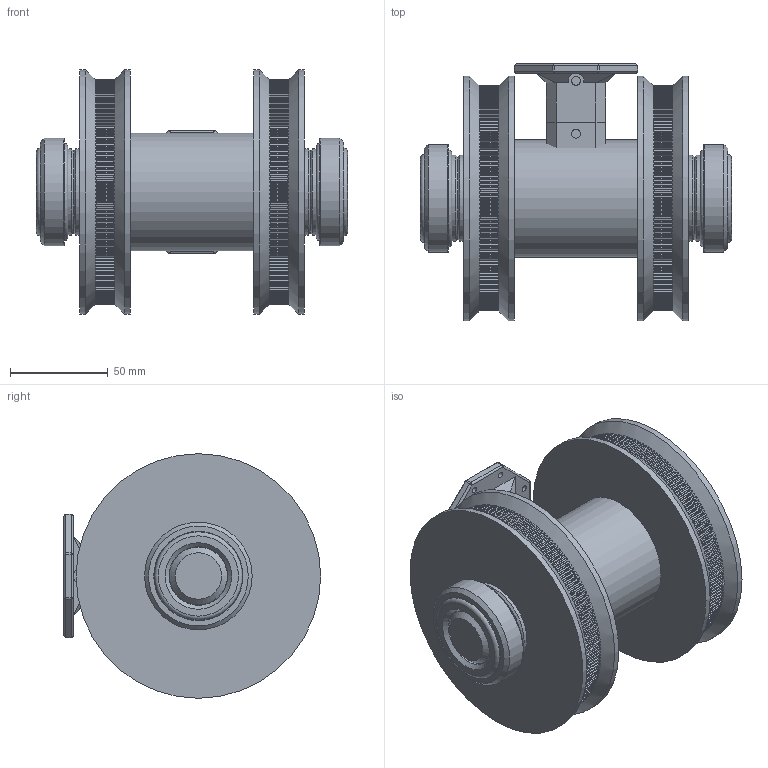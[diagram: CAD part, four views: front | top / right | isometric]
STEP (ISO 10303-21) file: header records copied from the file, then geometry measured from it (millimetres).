
FILE_DESCRIPTION(/* description */ (''),/* implementation_level */ '2;1');
FILE_NAME(/* name */ 'link20.stp',/* time_stamp */ '2019-04-16T17:38:57+01:00',/* author */ (''),/* organization */ (''),/* preprocessor_version */ 'ST-DEVELOPER v18',/* originating_system */ 'Autodesk Translation Framework v8.2.0.1029',/* authorisation */ '');
FILE_SCHEMA (('AUTOMOTIVE_DESIGN { 1 0 10303 214 3 1 1 }'));
Length unit declared in the file: millimetre
Products named in the file (19): Link_2; A Bar v21; Ext; Taper Metric Roller Bearing 30mm I.D, 55mm O.D v5; OD; ID; Taper Metric Roller Bearing 30mm I.D, 55mm O.D v5 (1); OD (1); ID (1); 180ToothPulley; Aligner; 30 Bearing Adapter v2; Alfs; modular_connection_pair_v1_female_connecor v7; FemaleHolder; 20Extr; Component2; Component3; Component4
Assembly tree (20 placements, depth 4):
  Link_2
    A Bar v21
      Ext
      Taper Metric Roller Bearing 30mm I.D, 55mm O.D v5
        OD
        ID
      Taper Metric Roller Bearing 30mm I.D, 55mm O.D v5 (1)
        OD (1)
        ID (1)
      180ToothPulley  x2
      Aligner
      30 Bearing Adapter v2  x2
    Alfs
      modular_connection_pair_v1_female_connecor v7
        FemaleHolder
        20Extr
      Component2
        Component3
        Component4
Bounding box: 159 x 131.5 x 125 mm (x, y, z)
Volume: 897755.1 mm3; surface area: 185370.4 mm2
Topology: 14 solids, 14 shells, 1733 faces, 5034 edges, 3332 vertices
Faces by surface type: plane 891, cylinder 789, cone 31, torus 10, sphere 8, bspline 4
Full cylindrical faces by diameter (mm): 3 x8, 4.5 x26, 29.7 x2, 30 x2, 44 x4, 55 x2, 60 x1, 124.997 x4
Entity records: 32370 total; most frequent: CARTESIAN_POINT 7457, ORIENTED_EDGE 5578, DIRECTION 5019, EDGE_CURVE 2789, AXIS2_PLACEMENT_3D 1947, VERTEX_POINT 1842, LINE 1125, VECTOR 1125
